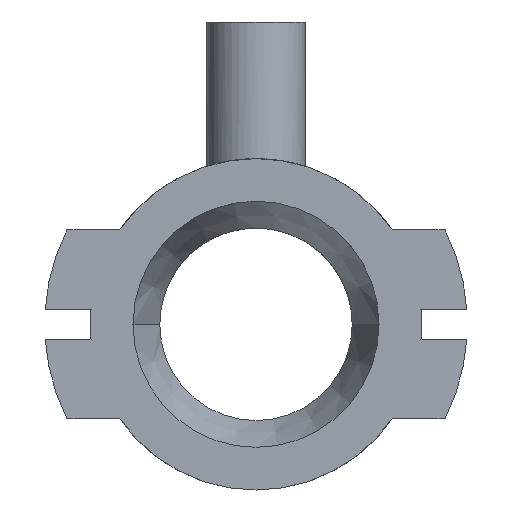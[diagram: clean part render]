
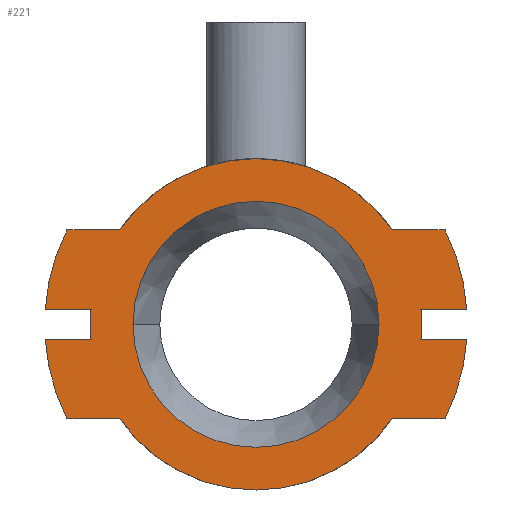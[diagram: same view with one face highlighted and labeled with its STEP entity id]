
A CAD part, left-side view. The second image highlights one B-rep face of the part: STEP entity #221.
In plain terms, the highlighted planar face has unit normal (-1, 0, 0).
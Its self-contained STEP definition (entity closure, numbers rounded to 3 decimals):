
#221=ADVANCED_FACE('',(#471,#472),#473,.T.);
#471=FACE_BOUND('',#743,.T.);
#472=FACE_OUTER_BOUND('',#744,.T.);
#473=PLANE('',#745);
#743=EDGE_LOOP('',(#1374,#1375,#1376));
#744=EDGE_LOOP('',(#1377,#1378,#1379,#1380,#1381,#1382,#1383,#1384,#1385,#1386,#1387,#1388,#1389,#1390,#1391,#1392,#1393,#1394));
#745=AXIS2_PLACEMENT_3D('',#1395,#1396,#1397);
#1374=ORIENTED_EDGE('',*,*,#1809,.T.);
#1375=ORIENTED_EDGE('',*,*,#1708,.T.);
#1376=ORIENTED_EDGE('',*,*,#1810,.T.);
#1377=ORIENTED_EDGE('',*,*,#1760,.F.);
#1378=ORIENTED_EDGE('',*,*,#1876,.T.);
#1379=ORIENTED_EDGE('',*,*,#1878,.F.);
#1380=ORIENTED_EDGE('',*,*,#1862,.T.);
#1381=ORIENTED_EDGE('',*,*,#1766,.F.);
#1382=ORIENTED_EDGE('',*,*,#1860,.T.);
#1383=ORIENTED_EDGE('',*,*,#1880,.F.);
#1384=ORIENTED_EDGE('',*,*,#1872,.T.);
#1385=ORIENTED_EDGE('',*,*,#1802,.F.);
#1386=ORIENTED_EDGE('',*,*,#1722,.F.);
#1387=ORIENTED_EDGE('',*,*,#1840,.T.);
#1388=ORIENTED_EDGE('',*,*,#1854,.F.);
#1389=ORIENTED_EDGE('',*,*,#1829,.T.);
#1390=ORIENTED_EDGE('',*,*,#1747,.F.);
#1391=ORIENTED_EDGE('',*,*,#1835,.T.);
#1392=ORIENTED_EDGE('',*,*,#1856,.F.);
#1393=ORIENTED_EDGE('',*,*,#1842,.T.);
#1394=ORIENTED_EDGE('',*,*,#1754,.F.);
#1395=CARTESIAN_POINT('',(-79.0,0.,0.));
#1396=DIRECTION('',(-1.0,0.0,0.0));
#1397=DIRECTION('',(0.0,-1.0,0.0));
#1708=EDGE_CURVE('',#2093,#2090,#2094,.T.);
#1722=EDGE_CURVE('',#2113,#2111,#2115,.T.);
#1747=EDGE_CURVE('',#2155,#2157,#2158,.T.);
#1754=EDGE_CURVE('',#2166,#2169,#2170,.T.);
#1760=EDGE_CURVE('',#2177,#2166,#2179,.T.);
#1766=EDGE_CURVE('',#2186,#2188,#2189,.T.);
#1802=EDGE_CURVE('',#2111,#2247,#2248,.T.);
#1809=EDGE_CURVE('',#2255,#2093,#2256,.T.);
#1810=EDGE_CURVE('',#2090,#2255,#2257,.T.);
#1829=EDGE_CURVE('',#2276,#2157,#2277,.T.);
#1835=EDGE_CURVE('',#2155,#2284,#2286,.T.);
#1840=EDGE_CURVE('',#2113,#2291,#2293,.T.);
#1842=EDGE_CURVE('',#2295,#2169,#2296,.T.);
#1854=EDGE_CURVE('',#2276,#2291,#2309,.T.);
#1856=EDGE_CURVE('',#2295,#2284,#2311,.T.);
#1860=EDGE_CURVE('',#2186,#2315,#2317,.T.);
#1862=EDGE_CURVE('',#2319,#2188,#2320,.T.);
#1872=EDGE_CURVE('',#2333,#2247,#2334,.T.);
#1876=EDGE_CURVE('',#2177,#2337,#2339,.T.);
#1878=EDGE_CURVE('',#2319,#2337,#2341,.T.);
#1880=EDGE_CURVE('',#2333,#2315,#2343,.T.);
#2090=VERTEX_POINT('',#2687);
#2093=VERTEX_POINT('',#2691);
#2094=CIRCLE('',#2692,16.3);
#2111=VERTEX_POINT('',#2714);
#2113=VERTEX_POINT('',#2717);
#2115=CIRCLE('',#2720,21.95);
#2155=VERTEX_POINT('',#2849);
#2157=VERTEX_POINT('',#2852);
#2158=CIRCLE('',#2853,21.95);
#2166=VERTEX_POINT('',#2864);
#2169=VERTEX_POINT('',#2868);
#2170=CIRCLE('',#2869,21.95);
#2177=VERTEX_POINT('',#2883);
#2179=CIRCLE('',#2886,21.95);
#2186=VERTEX_POINT('',#2894);
#2188=VERTEX_POINT('',#2897);
#2189=CIRCLE('',#2898,21.95);
#2247=VERTEX_POINT('',#2984);
#2248=CIRCLE('',#2985,21.95);
#2255=VERTEX_POINT('',#2993);
#2256=CIRCLE('',#2994,16.3);
#2257=CIRCLE('',#2995,16.3);
#2276=VERTEX_POINT('',#3015);
#2277=LINE('',#3016,#3017);
#2284=VERTEX_POINT('',#3027);
#2286=LINE('',#3030,#3031);
#2291=VERTEX_POINT('',#3037);
#2293=LINE('',#3040,#3041);
#2295=VERTEX_POINT('',#3043);
#2296=LINE('',#3044,#3045);
#2309=CIRCLE('',#3060,28.0);
#2311=CIRCLE('',#3062,28.0);
#2315=VERTEX_POINT('',#3067);
#2317=LINE('',#3070,#3071);
#2319=VERTEX_POINT('',#3073);
#2320=LINE('',#3074,#3075);
#2333=VERTEX_POINT('',#3092);
#2334=LINE('',#3093,#3094);
#2337=VERTEX_POINT('',#3098);
#2339=LINE('',#3101,#3102);
#2341=CIRCLE('',#3104,28.0);
#2343=CIRCLE('',#3106,28.0);
#2687=CARTESIAN_POINT('',(-79.0,16.3,0.));
#2691=CARTESIAN_POINT('',(-79.0,-16.3,0.));
#2692=AXIS2_PLACEMENT_3D('',#3312,#3313,#3314);
#2714=CARTESIAN_POINT('',(-79.0,-21.95,0.));
#2717=CARTESIAN_POINT('',(-79.0,-21.859,2.0));
#2720=AXIS2_PLACEMENT_3D('',#3331,#3332,#3333);
#2849=CARTESIAN_POINT('',(-79.0,18.043,12.5));
#2852=CARTESIAN_POINT('',(-79.0,-18.043,12.5));
#2853=AXIS2_PLACEMENT_3D('',#3360,#3361,#3362);
#2864=CARTESIAN_POINT('',(-79.0,21.95,0.));
#2868=CARTESIAN_POINT('',(-79.0,21.859,2.0));
#2869=AXIS2_PLACEMENT_3D('',#3370,#3371,#3372);
#2883=CARTESIAN_POINT('',(-79.0,21.859,-2.0));
#2886=AXIS2_PLACEMENT_3D('',#3375,#3376,#3377);
#2894=CARTESIAN_POINT('',(-79.0,-18.043,-12.5));
#2897=CARTESIAN_POINT('',(-79.0,18.043,-12.5));
#2898=AXIS2_PLACEMENT_3D('',#3386,#3387,#3388);
#2984=CARTESIAN_POINT('',(-79.0,-21.859,-2.0));
#2985=AXIS2_PLACEMENT_3D('',#3443,#3444,#3445);
#2993=CARTESIAN_POINT('',(-79.0,10.461,12.5));
#2994=AXIS2_PLACEMENT_3D('',#3453,#3454,#3455);
#2995=AXIS2_PLACEMENT_3D('',#3456,#3457,#3458);
#3015=CARTESIAN_POINT('',(-79.0,-25.055,12.5));
#3016=CARTESIAN_POINT('',(-79.0,0.,12.5));
#3017=VECTOR('',#3481,1.0);
#3027=CARTESIAN_POINT('',(-79.0,25.055,12.5));
#3030=CARTESIAN_POINT('',(-79.0,0.,12.5));
#3031=VECTOR('',#3486,1.0);
#3037=CARTESIAN_POINT('',(-79.0,-27.928,2.0));
#3040=CARTESIAN_POINT('',(-79.0,0.,2.0));
#3041=VECTOR('',#3492,1.0);
#3043=CARTESIAN_POINT('',(-79.0,27.928,2.0));
#3044=CARTESIAN_POINT('',(-79.0,0.,2.0));
#3045=VECTOR('',#3493,1.0);
#3060=AXIS2_PLACEMENT_3D('',#3511,#3512,#3513);
#3062=AXIS2_PLACEMENT_3D('',#3514,#3515,#3516);
#3067=CARTESIAN_POINT('',(-79.0,-25.055,-12.5));
#3070=CARTESIAN_POINT('',(-79.0,0.,-12.5));
#3071=VECTOR('',#3519,1.0);
#3073=CARTESIAN_POINT('',(-79.0,25.055,-12.5));
#3074=CARTESIAN_POINT('',(-79.0,0.,-12.5));
#3075=VECTOR('',#3520,1.0);
#3092=CARTESIAN_POINT('',(-79.0,-27.928,-2.0));
#3093=CARTESIAN_POINT('',(-79.0,0.,-2.0));
#3094=VECTOR('',#3531,1.0);
#3098=CARTESIAN_POINT('',(-79.0,27.928,-2.0));
#3101=CARTESIAN_POINT('',(-79.0,0.,-2.0));
#3102=VECTOR('',#3534,1.0);
#3104=AXIS2_PLACEMENT_3D('',#3535,#3536,#3537);
#3106=AXIS2_PLACEMENT_3D('',#3538,#3539,#3540);
#3312=CARTESIAN_POINT('',(-79.0,0.0,0.0));
#3313=DIRECTION('',(1.0,0.0,-0.0));
#3314=DIRECTION('',(0.0,-1.0,0.0));
#3331=CARTESIAN_POINT('',(-79.0,0.0,0.0));
#3332=DIRECTION('',(1.0,0.0,0.0));
#3333=DIRECTION('',(0.0,1.0,0.0));
#3360=CARTESIAN_POINT('',(-79.0,0.0,0.0));
#3361=DIRECTION('',(1.0,0.0,0.0));
#3362=DIRECTION('',(0.0,1.0,0.0));
#3370=CARTESIAN_POINT('',(-79.0,0.0,0.0));
#3371=DIRECTION('',(1.0,0.0,0.0));
#3372=DIRECTION('',(0.0,1.0,0.0));
#3375=CARTESIAN_POINT('',(-79.0,0.0,0.0));
#3376=DIRECTION('',(1.0,0.0,0.0));
#3377=DIRECTION('',(0.0,1.0,0.0));
#3386=CARTESIAN_POINT('',(-79.0,0.0,0.0));
#3387=DIRECTION('',(1.0,0.0,0.0));
#3388=DIRECTION('',(0.0,1.0,0.0));
#3443=CARTESIAN_POINT('',(-79.0,0.0,0.0));
#3444=DIRECTION('',(1.0,0.0,0.0));
#3445=DIRECTION('',(0.0,1.0,0.0));
#3453=CARTESIAN_POINT('',(-79.0,0.0,0.0));
#3454=DIRECTION('',(1.0,0.0,-0.0));
#3455=DIRECTION('',(0.0,-1.0,0.0));
#3456=CARTESIAN_POINT('',(-79.0,0.0,0.0));
#3457=DIRECTION('',(1.0,0.0,-0.0));
#3458=DIRECTION('',(0.0,-1.0,0.0));
#3481=DIRECTION('',(0.0,1.0,-0.0));
#3486=DIRECTION('',(0.0,1.0,-0.0));
#3492=DIRECTION('',(0.0,-1.0,0.0));
#3493=DIRECTION('',(0.0,-1.0,0.0));
#3511=CARTESIAN_POINT('',(-79.0,0.0,0.));
#3512=DIRECTION('',(1.0,0.0,0.0));
#3513=DIRECTION('',(0.0,-1.0,0.));
#3514=CARTESIAN_POINT('',(-79.0,0.0,0.));
#3515=DIRECTION('',(1.0,0.0,0.0));
#3516=DIRECTION('',(0.0,-1.0,0.));
#3519=DIRECTION('',(0.0,-1.0,0.0));
#3520=DIRECTION('',(0.0,-1.0,0.0));
#3531=DIRECTION('',(0.0,1.0,-0.0));
#3534=DIRECTION('',(0.0,1.0,-0.0));
#3535=CARTESIAN_POINT('',(-79.0,0.0,0.));
#3536=DIRECTION('',(1.0,0.0,0.0));
#3537=DIRECTION('',(0.0,-1.0,0.));
#3538=CARTESIAN_POINT('',(-79.0,0.0,0.));
#3539=DIRECTION('',(1.0,0.0,0.0));
#3540=DIRECTION('',(0.0,-1.0,0.));
